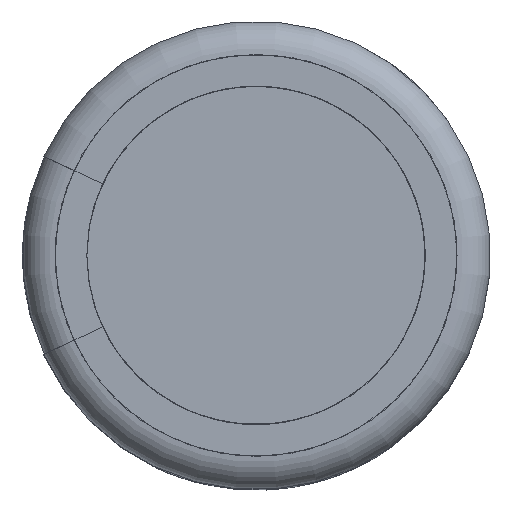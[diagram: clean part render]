
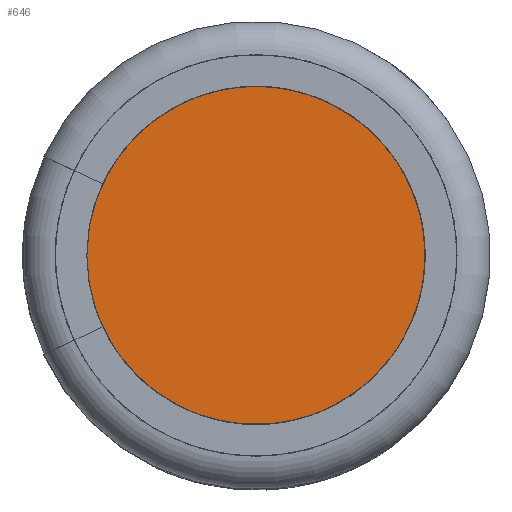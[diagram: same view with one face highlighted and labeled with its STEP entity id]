
A CAD part, top view. The second image highlights one B-rep face of the part: STEP entity #646.
In plain terms, the highlighted planar face has unit normal (0, 0, 1).
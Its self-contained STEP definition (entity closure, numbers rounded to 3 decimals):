
#646 = ADVANCED_FACE( '', ( #1753 ), #1754, .T. );
#1753 = FACE_OUTER_BOUND( '', #3596, .T. );
#1754 = PLANE( '', #3597 );
#3596 = EDGE_LOOP( '', ( #7595 ) );
#3597 = AXIS2_PLACEMENT_3D( '', #7596, #7597, #7598 );
#7595 = ORIENTED_EDGE( '', *, *, #11915, .F. );
#7596 = CARTESIAN_POINT( '', ( -2.702, 0., 4.98 ) );
#7597 = DIRECTION( '', ( 0., 0., 1. ) );
#7598 = DIRECTION( '', ( 1., 0., 0. ) );
#11915 = EDGE_CURVE( '', #13871, #13871, #13872, .T. );
#13871 = VERTEX_POINT( '', #16980 );
#13872 = CIRCLE( '', #16981, 2.702 );
#16980 = CARTESIAN_POINT( '', ( -2.702, 0., 4.98 ) );
#16981 = AXIS2_PLACEMENT_3D( '', #22836, #22837, #22838 );
#22836 = CARTESIAN_POINT( '', ( 0., 0., 4.98 ) );
#22837 = DIRECTION( '', ( 0., 0., -1. ) );
#22838 = DIRECTION( '', ( -1., 0., 0. ) );
